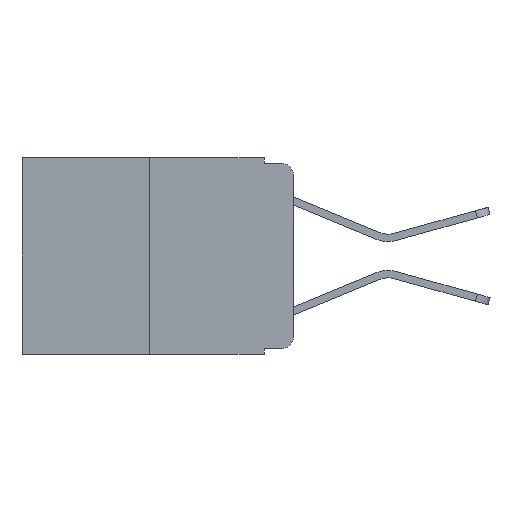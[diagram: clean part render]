
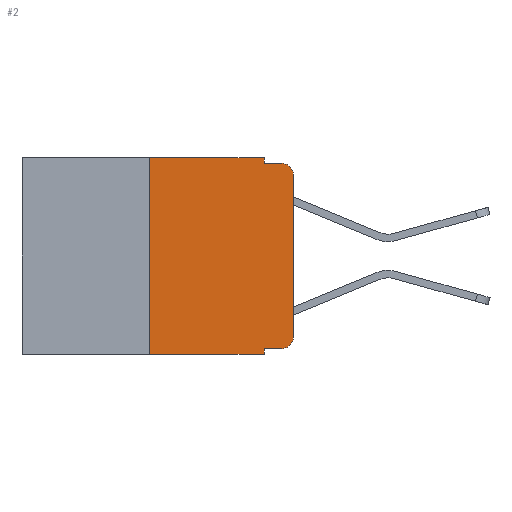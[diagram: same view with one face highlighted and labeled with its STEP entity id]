
A CAD part, left-side view. The second image highlights one B-rep face of the part: STEP entity #2.
In plain terms, the highlighted planar face has unit normal (-1, 0, 0).
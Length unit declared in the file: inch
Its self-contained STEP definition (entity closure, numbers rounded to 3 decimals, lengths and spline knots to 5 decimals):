
#2 = ADVANCED_FACE ( 'NONE', ( #1920 ), #9322, .F. ) ;
#34 = VERTEX_POINT ( 'NONE', #3751 ) ;
#72 = ORIENTED_EDGE ( 'NONE', *, *, #5010, .F. ) ;
#470 = CARTESIAN_POINT ( 'NONE',  ( 0., 0.051, 0. ) ) ;
#1138 = DIRECTION ( 'NONE',  ( 0., 0., 1. ) ) ;
#1321 = VERTEX_POINT ( 'NONE', #6047 ) ;
#1428 = DIRECTION ( 'NONE',  ( -1., 0., 0. ) ) ;
#1601 = CARTESIAN_POINT ( 'NONE',  ( 0., 0.25, 0. ) ) ;
#1840 = ORIENTED_EDGE ( 'NONE', *, *, #6997, .F. ) ;
#1917 = EDGE_CURVE ( 'NONE', #8871, #14641, #9412, .T. ) ;
#1920 = FACE_OUTER_BOUND ( 'NONE', #5539, .T. ) ;
#2099 = CARTESIAN_POINT ( 'NONE',  ( 0., 0.051, 0. ) ) ;
#2273 = CARTESIAN_POINT ( 'NONE',  ( 0., 0.25, 0. ) ) ;
#2359 = ORIENTED_EDGE ( 'NONE', *, *, #1917, .F. ) ;
#2551 = VERTEX_POINT ( 'NONE', #14750 ) ;
#2629 = DIRECTION ( 'NONE',  ( 0., 0., -1. ) ) ;
#3448 = VECTOR ( 'NONE', #14795, 39.37008 ) ;
#3605 = EDGE_CURVE ( 'NONE', #2551, #8578, #11467, .T. ) ;
#3665 = LINE ( 'NONE', #7461, #13769 ) ;
#3751 = CARTESIAN_POINT ( 'NONE',  ( 0., 0.02, -0.333 ) ) ;
#3845 = CARTESIAN_POINT ( 'NONE',  ( 0., 0.051, 0. ) ) ;
#3869 = DIRECTION ( 'NONE',  ( -1., 0., 0. ) ) ;
#3986 = EDGE_CURVE ( 'NONE', #8871, #11562, #14877, .T. ) ;
#4024 = ORIENTED_EDGE ( 'NONE', *, *, #3605, .T. ) ;
#4452 = ORIENTED_EDGE ( 'NONE', *, *, #12362, .T. ) ;
#4581 = VECTOR ( 'NONE', #2629, 39.37008 ) ;
#5010 = EDGE_CURVE ( 'NONE', #14641, #14348, #3665, .T. ) ;
#5049 = VERTEX_POINT ( 'NONE', #14214 ) ;
#5319 = VECTOR ( 'NONE', #7633, 39.37008 ) ;
#5324 = CARTESIAN_POINT ( 'NONE',  ( 0., 0.051, -0.333 ) ) ;
#5539 = EDGE_LOOP ( 'NONE', ( #4024, #11000, #7734, #1840, #72, #2359, #7784, #12297, #4452, #14838 ) ) ;
#5636 = CARTESIAN_POINT ( 'NONE',  ( 0., 0.25, -0.343 ) ) ;
#5794 = VECTOR ( 'NONE', #8210, 39.37008 ) ;
#5802 = AXIS2_PLACEMENT_3D ( 'NONE', #10496, #11716, #14086 ) ;
#6025 = CARTESIAN_POINT ( 'NONE',  ( 0., 0.051, -0.343 ) ) ;
#6047 = CARTESIAN_POINT ( 'NONE',  ( 0., 0.051, -0.333 ) ) ;
#6271 = DIRECTION ( 'NONE',  ( 0., 0., 1. ) ) ;
#6483 = LINE ( 'NONE', #2099, #3448 ) ;
#6601 = EDGE_CURVE ( 'NONE', #5049, #14297, #9202, .T. ) ;
#6997 = EDGE_CURVE ( 'NONE', #14348, #5049, #6483, .T. ) ;
#7243 = LINE ( 'NONE', #3845, #4581 ) ;
#7293 = CARTESIAN_POINT ( 'NONE',  ( 0., 0.02, -0.313 ) ) ;
#7461 = CARTESIAN_POINT ( 'NONE',  ( 0., 0.473, 0. ) ) ;
#7487 = VECTOR ( 'NONE', #14072, 39.37008 ) ;
#7633 = DIRECTION ( 'NONE',  ( 0., -1., 0. ) ) ;
#7652 = LINE ( 'NONE', #5324, #5319 ) ;
#7734 = ORIENTED_EDGE ( 'NONE', *, *, #6601, .F. ) ;
#7784 = ORIENTED_EDGE ( 'NONE', *, *, #3986, .T. ) ;
#7966 = CARTESIAN_POINT ( 'NONE',  ( 0., 0.051, -0.01 ) ) ;
#8055 = EDGE_CURVE ( 'NONE', #8578, #14297, #10967, .T. ) ;
#8210 = DIRECTION ( 'NONE',  ( 0., -1., 0. ) ) ;
#8311 = CARTESIAN_POINT ( 'NONE',  ( 0., 0.02, -0.03 ) ) ;
#8394 = AXIS2_PLACEMENT_3D ( 'NONE', #7293, #3869, #14409 ) ;
#8578 = VERTEX_POINT ( 'NONE', #14309 ) ;
#8871 = VERTEX_POINT ( 'NONE', #5636 ) ;
#9202 = LINE ( 'NONE', #7966, #5794 ) ;
#9322 = PLANE ( 'NONE',  #5802 ) ;
#9327 = AXIS2_PLACEMENT_3D ( 'NONE', #8311, #1428, #9464 ) ;
#9412 = LINE ( 'NONE', #1601, #14484 ) ;
#9413 = CARTESIAN_POINT ( 'NONE',  ( 0., 0.473, -0.343 ) ) ;
#9464 = DIRECTION ( 'NONE',  ( 0., 0., -1. ) ) ;
#9596 = CARTESIAN_POINT ( 'NONE',  ( 0., 0.02, -0.01 ) ) ;
#9653 = DIRECTION ( 'NONE',  ( 0., -1., 0. ) ) ;
#9876 = EDGE_CURVE ( 'NONE', #34, #2551, #13323, .T. ) ;
#10496 = CARTESIAN_POINT ( 'NONE',  ( 0., 0.473, 0. ) ) ;
#10967 = CIRCLE ( 'NONE', #9327, 0.02 ) ;
#11000 = ORIENTED_EDGE ( 'NONE', *, *, #8055, .T. ) ;
#11467 = LINE ( 'NONE', #12619, #14890 ) ;
#11562 = VERTEX_POINT ( 'NONE', #6025 ) ;
#11716 = DIRECTION ( 'NONE',  ( 1., 0., 0. ) ) ;
#12297 = ORIENTED_EDGE ( 'NONE', *, *, #13533, .F. ) ;
#12362 = EDGE_CURVE ( 'NONE', #1321, #34, #7652, .T. ) ;
#12619 = CARTESIAN_POINT ( 'NONE',  ( 0., 0., 0. ) ) ;
#13323 = CIRCLE ( 'NONE', #8394, 0.02 ) ;
#13533 = EDGE_CURVE ( 'NONE', #1321, #11562, #7243, .T. ) ;
#13769 = VECTOR ( 'NONE', #9653, 39.37008 ) ;
#14072 = DIRECTION ( 'NONE',  ( 0., -1., 0. ) ) ;
#14086 = DIRECTION ( 'NONE',  ( 0., 0., -1. ) ) ;
#14214 = CARTESIAN_POINT ( 'NONE',  ( 0., 0.051, -0.01 ) ) ;
#14297 = VERTEX_POINT ( 'NONE', #9596 ) ;
#14309 = CARTESIAN_POINT ( 'NONE',  ( 0., 0., -0.03 ) ) ;
#14348 = VERTEX_POINT ( 'NONE', #470 ) ;
#14409 = DIRECTION ( 'NONE',  ( 0., 0., -1. ) ) ;
#14484 = VECTOR ( 'NONE', #6271, 39.37008 ) ;
#14641 = VERTEX_POINT ( 'NONE', #2273 ) ;
#14750 = CARTESIAN_POINT ( 'NONE',  ( 0., 0., -0.313 ) ) ;
#14795 = DIRECTION ( 'NONE',  ( 0., 0., -1. ) ) ;
#14838 = ORIENTED_EDGE ( 'NONE', *, *, #9876, .T. ) ;
#14877 = LINE ( 'NONE', #9413, #7487 ) ;
#14890 = VECTOR ( 'NONE', #1138, 39.37008 ) ;
